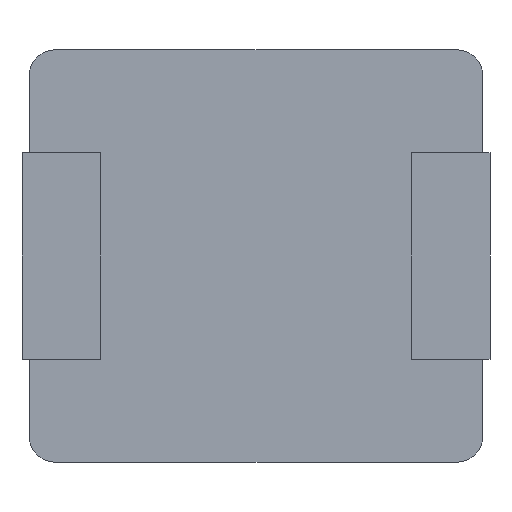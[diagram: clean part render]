
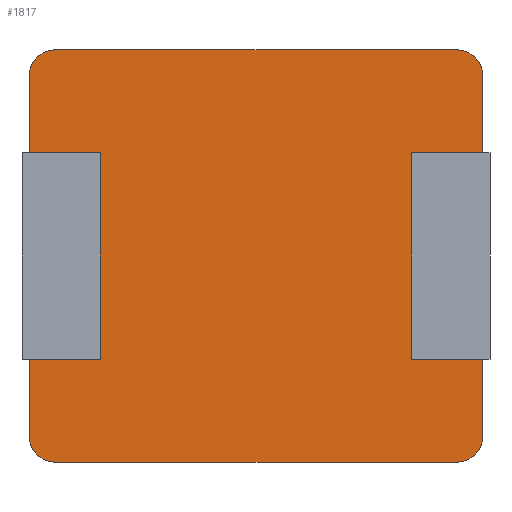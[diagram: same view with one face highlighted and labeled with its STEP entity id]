
A CAD part, front view. The second image highlights one B-rep face of the part: STEP entity #1817.
In plain terms, the highlighted planar face has unit normal (0, -1, 0).
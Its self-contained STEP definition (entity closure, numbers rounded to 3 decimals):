
#7 = DIRECTION ( 'NONE',  ( 0., 1., 0. ) ) ;
#62 = EDGE_CURVE ( 'NONE', #8535, #5139, #10176, .T. ) ;
#181 = EDGE_CURVE ( 'NONE', #6291, #5139, #3934, .T. ) ;
#224 = ORIENTED_EDGE ( 'NONE', *, *, #967, .T. ) ;
#335 = VERTEX_POINT ( 'NONE', #6222 ) ;
#355 = VERTEX_POINT ( 'NONE', #6994 ) ;
#408 = ORIENTED_EDGE ( 'NONE', *, *, #62, .F. ) ;
#422 = ORIENTED_EDGE ( 'NONE', *, *, #4377, .F. ) ;
#435 = EDGE_CURVE ( 'NONE', #10358, #5425, #3658, .T. ) ;
#482 = VECTOR ( 'NONE', #2526, 1000. ) ;
#770 = LINE ( 'NONE', #1648, #1010 ) ;
#778 = CARTESIAN_POINT ( 'NONE',  ( -2.2, 0., -1. ) ) ;
#781 = DIRECTION ( 'NONE',  ( 0., 0., -1. ) ) ;
#837 = EDGE_CURVE ( 'NONE', #335, #3260, #2958, .T. ) ;
#863 = AXIS2_PLACEMENT_3D ( 'NONE', #2122, #3712, #9295 ) ;
#881 = CARTESIAN_POINT ( 'NONE',  ( 0., 0., 0. ) ) ;
#967 = EDGE_CURVE ( 'NONE', #355, #5425, #8308, .T. ) ;
#1010 = VECTOR ( 'NONE', #1606, 1000. ) ;
#1071 = VECTOR ( 'NONE', #9701, 1000. ) ;
#1179 = CARTESIAN_POINT ( 'NONE',  ( 1.51, 0., 1. ) ) ;
#1182 = DIRECTION ( 'NONE',  ( -1., 0., 0. ) ) ;
#1365 = EDGE_CURVE ( 'NONE', #355, #3260, #4215, .T. ) ;
#1506 = EDGE_CURVE ( 'NONE', #1614, #7279, #5093, .T. ) ;
#1606 = DIRECTION ( 'NONE',  ( 0., 0., -1. ) ) ;
#1614 = VERTEX_POINT ( 'NONE', #4176 ) ;
#1648 = CARTESIAN_POINT ( 'NONE',  ( 2.2, 0., -2. ) ) ;
#1767 = DIRECTION ( 'NONE',  ( 0., -1., 0. ) ) ;
#1809 = EDGE_CURVE ( 'NONE', #4401, #7456, #770, .T. ) ;
#1817 = ADVANCED_FACE ( 'NONE', ( #5868 ), #4844, .F. ) ;
#1902 = ORIENTED_EDGE ( 'NONE', *, *, #181, .T. ) ;
#2068 = LINE ( 'NONE', #8580, #8142 ) ;
#2122 = CARTESIAN_POINT ( 'NONE',  ( 1.95, 0., 1.75 ) ) ;
#2365 = ORIENTED_EDGE ( 'NONE', *, *, #6268, .F. ) ;
#2374 = CARTESIAN_POINT ( 'NONE',  ( -2.2, 0., 2. ) ) ;
#2526 = DIRECTION ( 'NONE',  ( 0., 0., -1. ) ) ;
#2553 = DIRECTION ( 'NONE',  ( 1., 0., 0. ) ) ;
#2844 = DIRECTION ( 'NONE',  ( 1., 0., 0. ) ) ;
#2958 = CIRCLE ( 'NONE', #863, 0.25 ) ;
#3059 = CARTESIAN_POINT ( 'NONE',  ( -2.2, 0., -2. ) ) ;
#3203 = DIRECTION ( 'NONE',  ( 1., 0., 0. ) ) ;
#3260 = VERTEX_POINT ( 'NONE', #7420 ) ;
#3277 = VECTOR ( 'NONE', #9958, 1000. ) ;
#3428 = DIRECTION ( 'NONE',  ( 0., -1., 0. ) ) ;
#3450 = DIRECTION ( 'NONE',  ( -1., 0., 0. ) ) ;
#3498 = CARTESIAN_POINT ( 'NONE',  ( 1.95, 0., -1.75 ) ) ;
#3558 = CARTESIAN_POINT ( 'NONE',  ( 1.51, 0., -1. ) ) ;
#3658 = LINE ( 'NONE', #3059, #10276 ) ;
#3674 = CIRCLE ( 'NONE', #8534, 0.25 ) ;
#3712 = DIRECTION ( 'NONE',  ( 0., -1., 0. ) ) ;
#3717 = VECTOR ( 'NONE', #781, 1000. ) ;
#3734 = AXIS2_PLACEMENT_3D ( 'NONE', #881, #7, #7902 ) ;
#3934 = LINE ( 'NONE', #5915, #7884 ) ;
#4041 = CARTESIAN_POINT ( 'NONE',  ( -1.51, 0., 1. ) ) ;
#4176 = CARTESIAN_POINT ( 'NONE',  ( 1.51, 0., 1. ) ) ;
#4197 = ORIENTED_EDGE ( 'NONE', *, *, #10353, .T. ) ;
#4215 = LINE ( 'NONE', #2374, #8037 ) ;
#4327 = EDGE_CURVE ( 'NONE', #9957, #7456, #3674, .T. ) ;
#4377 = EDGE_CURVE ( 'NONE', #9494, #10358, #2068, .T. ) ;
#4401 = VERTEX_POINT ( 'NONE', #7786 ) ;
#4565 = LINE ( 'NONE', #1179, #3277 ) ;
#4669 = CARTESIAN_POINT ( 'NONE',  ( 2.2, 0., -1.75 ) ) ;
#4730 = EDGE_CURVE ( 'NONE', #1614, #6727, #4565, .T. ) ;
#4758 = ORIENTED_EDGE ( 'NONE', *, *, #10221, .F. ) ;
#4812 = ORIENTED_EDGE ( 'NONE', *, *, #1506, .T. ) ;
#4844 = PLANE ( 'NONE',  #3734 ) ;
#4929 = CARTESIAN_POINT ( 'NONE',  ( -1.95, 0., -1.75 ) ) ;
#5093 = LINE ( 'NONE', #5590, #8795 ) ;
#5117 = LINE ( 'NONE', #6447, #3717 ) ;
#5139 = VERTEX_POINT ( 'NONE', #778 ) ;
#5164 = ORIENTED_EDGE ( 'NONE', *, *, #1809, .F. ) ;
#5301 = ORIENTED_EDGE ( 'NONE', *, *, #4730, .F. ) ;
#5347 = VECTOR ( 'NONE', #6690, 1000. ) ;
#5425 = VERTEX_POINT ( 'NONE', #8290 ) ;
#5590 = CARTESIAN_POINT ( 'NONE',  ( 1.51, 0., 1. ) ) ;
#5640 = DIRECTION ( 'NONE',  ( 0., 0., 1. ) ) ;
#5847 = AXIS2_PLACEMENT_3D ( 'NONE', #4929, #6500, #8927 ) ;
#5868 = FACE_OUTER_BOUND ( 'NONE', #7238, .T. ) ;
#5888 = CARTESIAN_POINT ( 'NONE',  ( 1.95, 0., -2. ) ) ;
#5915 = CARTESIAN_POINT ( 'NONE',  ( -1.51, 0., -1. ) ) ;
#5998 = ORIENTED_EDGE ( 'NONE', *, *, #837, .T. ) ;
#6002 = AXIS2_PLACEMENT_3D ( 'NONE', #8073, #1767, #5640 ) ;
#6019 = EDGE_CURVE ( 'NONE', #335, #7279, #5117, .T. ) ;
#6121 = CIRCLE ( 'NONE', #5847, 0.25 ) ;
#6149 = EDGE_CURVE ( 'NONE', #9494, #6291, #9070, .T. ) ;
#6165 = ORIENTED_EDGE ( 'NONE', *, *, #435, .F. ) ;
#6222 = CARTESIAN_POINT ( 'NONE',  ( 2.2, 0., 1.75 ) ) ;
#6229 = ORIENTED_EDGE ( 'NONE', *, *, #6149, .T. ) ;
#6268 = EDGE_CURVE ( 'NONE', #9957, #6763, #9554, .T. ) ;
#6273 = CARTESIAN_POINT ( 'NONE',  ( -2.2, 0., -2. ) ) ;
#6291 = VERTEX_POINT ( 'NONE', #9626 ) ;
#6447 = CARTESIAN_POINT ( 'NONE',  ( 2.2, 0., -2. ) ) ;
#6500 = DIRECTION ( 'NONE',  ( 0., -1., 0. ) ) ;
#6664 = ORIENTED_EDGE ( 'NONE', *, *, #6019, .F. ) ;
#6690 = DIRECTION ( 'NONE',  ( -1., 0., 0. ) ) ;
#6727 = VERTEX_POINT ( 'NONE', #8241 ) ;
#6763 = VERTEX_POINT ( 'NONE', #7184 ) ;
#6994 = CARTESIAN_POINT ( 'NONE',  ( -1.95, 0., 2. ) ) ;
#7184 = CARTESIAN_POINT ( 'NONE',  ( -1.95, 0., -2. ) ) ;
#7238 = EDGE_LOOP ( 'NONE', ( #2365, #9222, #5164, #4758, #5301, #4812, #6664, #5998, #8154, #224, #6165, #422, #6229, #1902, #408, #4197 ) ) ;
#7279 = VERTEX_POINT ( 'NONE', #8965 ) ;
#7398 = DIRECTION ( 'NONE',  ( 0., 0., 1. ) ) ;
#7420 = CARTESIAN_POINT ( 'NONE',  ( 1.95, 0., 2. ) ) ;
#7456 = VERTEX_POINT ( 'NONE', #4669 ) ;
#7786 = CARTESIAN_POINT ( 'NONE',  ( 2.2, 0., -1. ) ) ;
#7884 = VECTOR ( 'NONE', #3450, 1000. ) ;
#7902 = DIRECTION ( 'NONE',  ( 0., 0., 1. ) ) ;
#7975 = CARTESIAN_POINT ( 'NONE',  ( -2.2, 0., -1.75 ) ) ;
#8000 = CARTESIAN_POINT ( 'NONE',  ( -1.51, 0., 1. ) ) ;
#8010 = LINE ( 'NONE', #3558, #9045 ) ;
#8037 = VECTOR ( 'NONE', #3203, 1000. ) ;
#8073 = CARTESIAN_POINT ( 'NONE',  ( -1.95, 0., 1.75 ) ) ;
#8142 = VECTOR ( 'NONE', #1182, 1000. ) ;
#8154 = ORIENTED_EDGE ( 'NONE', *, *, #1365, .F. ) ;
#8241 = CARTESIAN_POINT ( 'NONE',  ( 1.51, 0., -1. ) ) ;
#8290 = CARTESIAN_POINT ( 'NONE',  ( -2.2, 0., 1.75 ) ) ;
#8308 = CIRCLE ( 'NONE', #6002, 0.25 ) ;
#8534 = AXIS2_PLACEMENT_3D ( 'NONE', #3498, #3428, #7398 ) ;
#8535 = VERTEX_POINT ( 'NONE', #7975 ) ;
#8580 = CARTESIAN_POINT ( 'NONE',  ( -1.51, 0., 1. ) ) ;
#8634 = DIRECTION ( 'NONE',  ( 0., 0., 1. ) ) ;
#8795 = VECTOR ( 'NONE', #2553, 1000. ) ;
#8927 = DIRECTION ( 'NONE',  ( 0., 0., 1. ) ) ;
#8965 = CARTESIAN_POINT ( 'NONE',  ( 2.2, 0., 1. ) ) ;
#9009 = CARTESIAN_POINT ( 'NONE',  ( -2.2, 0., -2. ) ) ;
#9045 = VECTOR ( 'NONE', #2844, 1000. ) ;
#9070 = LINE ( 'NONE', #4041, #482 ) ;
#9222 = ORIENTED_EDGE ( 'NONE', *, *, #4327, .T. ) ;
#9295 = DIRECTION ( 'NONE',  ( 0., 0., 1. ) ) ;
#9494 = VERTEX_POINT ( 'NONE', #8000 ) ;
#9554 = LINE ( 'NONE', #9009, #5347 ) ;
#9626 = CARTESIAN_POINT ( 'NONE',  ( -1.51, 0., -1. ) ) ;
#9689 = CARTESIAN_POINT ( 'NONE',  ( -2.2, 0., 1. ) ) ;
#9701 = DIRECTION ( 'NONE',  ( 0., 0., 1. ) ) ;
#9957 = VERTEX_POINT ( 'NONE', #5888 ) ;
#9958 = DIRECTION ( 'NONE',  ( 0., 0., -1. ) ) ;
#10176 = LINE ( 'NONE', #6273, #1071 ) ;
#10221 = EDGE_CURVE ( 'NONE', #6727, #4401, #8010, .T. ) ;
#10276 = VECTOR ( 'NONE', #8634, 1000. ) ;
#10353 = EDGE_CURVE ( 'NONE', #8535, #6763, #6121, .T. ) ;
#10358 = VERTEX_POINT ( 'NONE', #9689 ) ;
